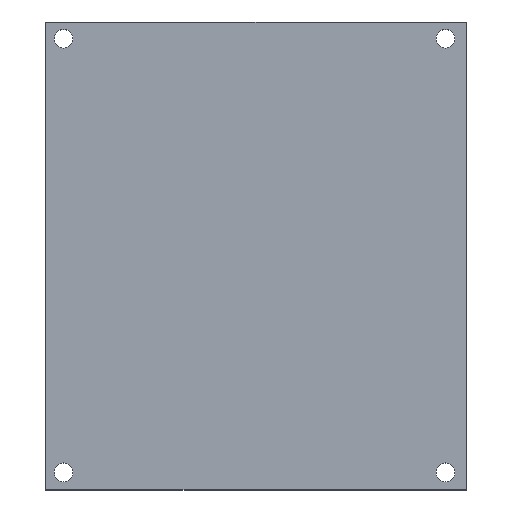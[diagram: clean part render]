
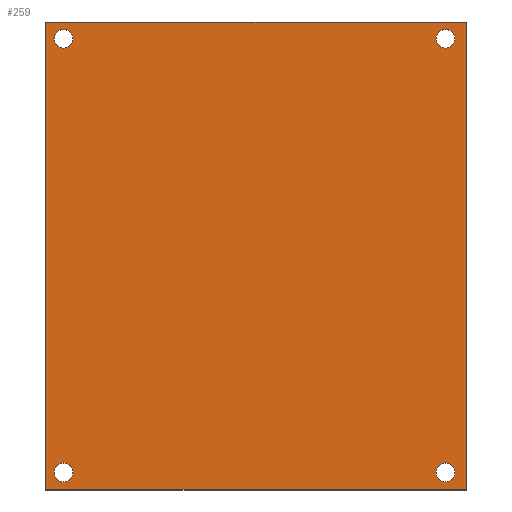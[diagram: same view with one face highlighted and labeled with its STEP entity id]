
A CAD part, top view. The second image highlights one B-rep face of the part: STEP entity #259.
In plain terms, the highlighted planar face has unit normal (0, 0, 1).
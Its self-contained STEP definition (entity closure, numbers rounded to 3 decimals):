
#4 = FACE_BOUND ( 'NONE', #409, .T. ) ;
#6 = VERTEX_POINT ( 'NONE', #402 ) ;
#17 = DIRECTION ( 'NONE',  ( 1., 0., 0. ) ) ;
#18 = EDGE_CURVE ( 'NONE', #262, #411, #460, .T. ) ;
#29 = CARTESIAN_POINT ( 'NONE',  ( -35.604, 173.791, 3. ) ) ;
#32 = CIRCLE ( 'NONE', #219, 4. ) ;
#35 = LINE ( 'NONE', #573, #118 ) ;
#38 = AXIS2_PLACEMENT_3D ( 'NONE', #564, #385, #297 ) ;
#41 = LINE ( 'NONE', #422, #175 ) ;
#42 = CARTESIAN_POINT ( 'NONE',  ( 123.707, 173.791, 3. ) ) ;
#43 = ORIENTED_EDGE ( 'NONE', *, *, #143, .F. ) ;
#47 = CARTESIAN_POINT ( 'NONE',  ( 136.598, 0., 3. ) ) ;
#53 = ORIENTED_EDGE ( 'NONE', *, *, #18, .F. ) ;
#61 = PLANE ( 'NONE',  #38 ) ;
#62 = LINE ( 'NONE', #105, #414 ) ;
#63 = CARTESIAN_POINT ( 'NONE',  ( -43.402, -19.032, 3. ) ) ;
#80 = DIRECTION ( 'NONE',  ( 1., 0., 0. ) ) ;
#85 = ORIENTED_EDGE ( 'NONE', *, *, #531, .F. ) ;
#87 = CARTESIAN_POINT ( 'NONE',  ( -35.604, -11.623, 3. ) ) ;
#89 = ORIENTED_EDGE ( 'NONE', *, *, #346, .T. ) ;
#90 = AXIS2_PLACEMENT_3D ( 'NONE', #29, #261, #80 ) ;
#92 = ORIENTED_EDGE ( 'NONE', *, *, #230, .F. ) ;
#101 = VECTOR ( 'NONE', #539, 1000. ) ;
#102 = DIRECTION ( 'NONE',  ( 1., 0., 0. ) ) ;
#103 = CARTESIAN_POINT ( 'NONE',  ( 136.732, -19.166, 3. ) ) ;
#105 = CARTESIAN_POINT ( 'NONE',  ( -31.217, -31.217, 3. ) ) ;
#106 = DIRECTION ( 'NONE',  ( 0., -1., 0. ) ) ;
#108 = AXIS2_PLACEMENT_3D ( 'NONE', #190, #159, #184 ) ;
#112 = DIRECTION ( 'NONE',  ( 1., 0., 0. ) ) ;
#118 = VECTOR ( 'NONE', #253, 1000. ) ;
#132 = CIRCLE ( 'NONE', #153, 4. ) ;
#135 = DIRECTION ( 'NONE',  ( 0., 0., 1. ) ) ;
#136 = VERTEX_POINT ( 'NONE', #556 ) ;
#143 = EDGE_CURVE ( 'NONE', #6, #323, #132, .T. ) ;
#145 = VERTEX_POINT ( 'NONE', #199 ) ;
#147 = CARTESIAN_POINT ( 'NONE',  ( 127.707, 173.791, 3. ) ) ;
#151 = DIRECTION ( 'NONE',  ( 0.707, -0.707, 0. ) ) ;
#153 = AXIS2_PLACEMENT_3D ( 'NONE', #192, #515, #430 ) ;
#154 = DIRECTION ( 'NONE',  ( 0., 0., 1. ) ) ;
#159 = DIRECTION ( 'NONE',  ( 0., 0., 1. ) ) ;
#175 = VECTOR ( 'NONE', #106, 1000. ) ;
#177 = FACE_BOUND ( 'NONE', #351, .T. ) ;
#184 = DIRECTION ( 'NONE',  ( 1., 0., 0. ) ) ;
#189 = CARTESIAN_POINT ( 'NONE',  ( 136.598, 180.834, 3. ) ) ;
#190 = CARTESIAN_POINT ( 'NONE',  ( 127.707, 173.791, 3. ) ) ;
#191 = VERTEX_POINT ( 'NONE', #477 ) ;
#192 = CARTESIAN_POINT ( 'NONE',  ( 127.707, -11.623, 3. ) ) ;
#193 = CIRCLE ( 'NONE', #108, 4. ) ;
#194 = CARTESIAN_POINT ( 'NONE',  ( -39.604, 173.791, 3. ) ) ;
#197 = VERTEX_POINT ( 'NONE', #290 ) ;
#199 = CARTESIAN_POINT ( 'NONE',  ( -39.604, -11.623, 3. ) ) ;
#203 = EDGE_CURVE ( 'NONE', #329, #421, #35, .T. ) ;
#205 = ORIENTED_EDGE ( 'NONE', *, *, #310, .F. ) ;
#218 = ORIENTED_EDGE ( 'NONE', *, *, #469, .T. ) ;
#219 = AXIS2_PLACEMENT_3D ( 'NONE', #147, #386, #468 ) ;
#221 = LINE ( 'NONE', #391, #451 ) ;
#224 = LINE ( 'NONE', #383, #101 ) ;
#227 = FACE_BOUND ( 'NONE', #449, .T. ) ;
#228 = AXIS2_PLACEMENT_3D ( 'NONE', #525, #154, #484 ) ;
#230 = EDGE_CURVE ( 'NONE', #136, #329, #221, .T. ) ;
#248 = CARTESIAN_POINT ( 'NONE',  ( 58.783, 58.783, 3. ) ) ;
#253 = DIRECTION ( 'NONE',  ( 1., 0., 0. ) ) ;
#259 = ADVANCED_FACE ( 'NONE', ( #4, #561, #177, #227, #347 ), #61, .T. ) ;
#261 = DIRECTION ( 'NONE',  ( 0., 0., 1. ) ) ;
#262 = VERTEX_POINT ( 'NONE', #388 ) ;
#277 = EDGE_CURVE ( 'NONE', #136, #463, #41, .T. ) ;
#279 = VERTEX_POINT ( 'NONE', #103 ) ;
#287 = CIRCLE ( 'NONE', #367, 4. ) ;
#290 = CARTESIAN_POINT ( 'NONE',  ( -31.604, -11.623, 3. ) ) ;
#294 = DIRECTION ( 'NONE',  ( -0.707, 0.707, 0. ) ) ;
#297 = DIRECTION ( 'NONE',  ( 1., 0., 0. ) ) ;
#298 = CARTESIAN_POINT ( 'NONE',  ( 123.707, -11.623, 3. ) ) ;
#310 = EDGE_CURVE ( 'NONE', #323, #6, #444, .T. ) ;
#323 = VERTEX_POINT ( 'NONE', #298 ) ;
#329 = VERTEX_POINT ( 'NONE', #555 ) ;
#340 = CARTESIAN_POINT ( 'NONE',  ( -43.268, -19.166, 3. ) ) ;
#346 = EDGE_CURVE ( 'NONE', #279, #191, #396, .T. ) ;
#347 = FACE_OUTER_BOUND ( 'NONE', #554, .T. ) ;
#351 = EDGE_LOOP ( 'NONE', ( #490, #568 ) ) ;
#362 = VERTEX_POINT ( 'NONE', #340 ) ;
#364 = EDGE_CURVE ( 'NONE', #551, #523, #32, .T. ) ;
#366 = ORIENTED_EDGE ( 'NONE', *, *, #403, .T. ) ;
#367 = AXIS2_PLACEMENT_3D ( 'NONE', #87, #135, #17 ) ;
#369 = EDGE_CURVE ( 'NONE', #523, #551, #193, .T. ) ;
#370 = ORIENTED_EDGE ( 'NONE', *, *, #399, .F. ) ;
#371 = CIRCLE ( 'NONE', #228, 4. ) ;
#372 = EDGE_LOOP ( 'NONE', ( #205, #43 ) ) ;
#376 = LINE ( 'NONE', #47, #387 ) ;
#383 = CARTESIAN_POINT ( 'NONE',  ( 0., -19.166, 3. ) ) ;
#385 = DIRECTION ( 'NONE',  ( 0., 0., 1. ) ) ;
#386 = DIRECTION ( 'NONE',  ( 0., 0., 1. ) ) ;
#387 = VECTOR ( 'NONE', #552, 1000. ) ;
#388 = CARTESIAN_POINT ( 'NONE',  ( -31.604, 173.791, 3. ) ) ;
#390 = CARTESIAN_POINT ( 'NONE',  ( 127.707, -11.623, 3. ) ) ;
#391 = CARTESIAN_POINT ( 'NONE',  ( 68.783, 68.783, 3. ) ) ;
#396 = LINE ( 'NONE', #248, #596 ) ;
#399 = EDGE_CURVE ( 'NONE', #411, #262, #450, .T. ) ;
#402 = CARTESIAN_POINT ( 'NONE',  ( 131.707, -11.623, 3. ) ) ;
#403 = EDGE_CURVE ( 'NONE', #463, #362, #62, .T. ) ;
#409 = EDGE_LOOP ( 'NONE', ( #85, #578 ) ) ;
#411 = VERTEX_POINT ( 'NONE', #194 ) ;
#414 = VECTOR ( 'NONE', #508, 1000. ) ;
#421 = VERTEX_POINT ( 'NONE', #189 ) ;
#422 = CARTESIAN_POINT ( 'NONE',  ( -43.402, 0., 3. ) ) ;
#430 = DIRECTION ( 'NONE',  ( 1., 0., 0. ) ) ;
#439 = ORIENTED_EDGE ( 'NONE', *, *, #203, .F. ) ;
#444 = CIRCLE ( 'NONE', #448, 4. ) ;
#448 = AXIS2_PLACEMENT_3D ( 'NONE', #390, #520, #112 ) ;
#449 = EDGE_LOOP ( 'NONE', ( #370, #53 ) ) ;
#450 = CIRCLE ( 'NONE', #558, 4. ) ;
#451 = VECTOR ( 'NONE', #151, 1000. ) ;
#460 = CIRCLE ( 'NONE', #90, 4. ) ;
#463 = VERTEX_POINT ( 'NONE', #63 ) ;
#467 = ORIENTED_EDGE ( 'NONE', *, *, #505, .F. ) ;
#468 = DIRECTION ( 'NONE',  ( 1., 0., 0. ) ) ;
#469 = EDGE_CURVE ( 'NONE', #362, #279, #224, .T. ) ;
#474 = DIRECTION ( 'NONE',  ( 0., 0., 1. ) ) ;
#477 = CARTESIAN_POINT ( 'NONE',  ( 136.598, -19.032, 3. ) ) ;
#484 = DIRECTION ( 'NONE',  ( 1., 0., 0. ) ) ;
#490 = ORIENTED_EDGE ( 'NONE', *, *, #369, .F. ) ;
#505 = EDGE_CURVE ( 'NONE', #421, #191, #376, .T. ) ;
#508 = DIRECTION ( 'NONE',  ( 0.707, -0.707, 0. ) ) ;
#512 = CARTESIAN_POINT ( 'NONE',  ( -35.604, 173.791, 3. ) ) ;
#515 = DIRECTION ( 'NONE',  ( 0., 0., 1. ) ) ;
#519 = EDGE_CURVE ( 'NONE', #197, #145, #287, .T. ) ;
#520 = DIRECTION ( 'NONE',  ( 0., 0., 1. ) ) ;
#523 = VERTEX_POINT ( 'NONE', #42 ) ;
#525 = CARTESIAN_POINT ( 'NONE',  ( -35.604, -11.623, 3. ) ) ;
#531 = EDGE_CURVE ( 'NONE', #145, #197, #371, .T. ) ;
#534 = CARTESIAN_POINT ( 'NONE',  ( 131.707, 173.791, 3. ) ) ;
#539 = DIRECTION ( 'NONE',  ( 1., 0., 0. ) ) ;
#551 = VERTEX_POINT ( 'NONE', #534 ) ;
#552 = DIRECTION ( 'NONE',  ( 0., -1., 0. ) ) ;
#554 = EDGE_LOOP ( 'NONE', ( #92, #595, #366, #218, #89, #467, #439 ) ) ;
#555 = CARTESIAN_POINT ( 'NONE',  ( -43.268, 180.834, 3. ) ) ;
#556 = CARTESIAN_POINT ( 'NONE',  ( -43.402, 180.968, 3. ) ) ;
#558 = AXIS2_PLACEMENT_3D ( 'NONE', #512, #474, #102 ) ;
#561 = FACE_BOUND ( 'NONE', #372, .T. ) ;
#564 = CARTESIAN_POINT ( 'NONE',  ( 0., 0., 3. ) ) ;
#568 = ORIENTED_EDGE ( 'NONE', *, *, #364, .F. ) ;
#573 = CARTESIAN_POINT ( 'NONE',  ( 0., 180.834, 3. ) ) ;
#578 = ORIENTED_EDGE ( 'NONE', *, *, #519, .F. ) ;
#595 = ORIENTED_EDGE ( 'NONE', *, *, #277, .T. ) ;
#596 = VECTOR ( 'NONE', #294, 1000. ) ;
